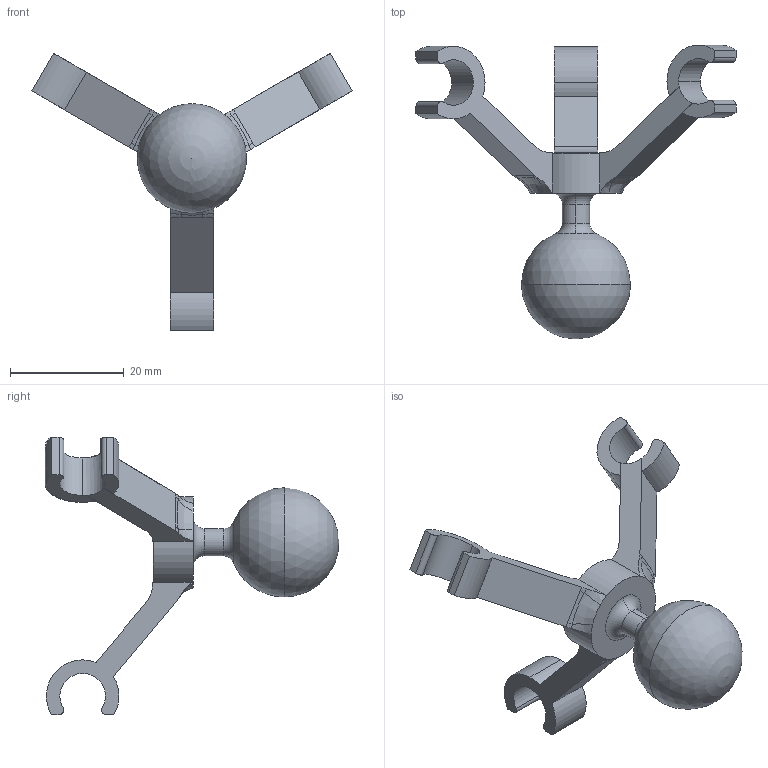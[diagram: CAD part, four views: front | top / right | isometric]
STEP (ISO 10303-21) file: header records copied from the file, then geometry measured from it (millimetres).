
FILE_DESCRIPTION (( 'STEP AP214' ), '1' );
FILE_NAME ('階啣-⑩.S', '2023-11-12T05:26:23', ( '' ), ( '' ), 'SwSTEP 2.0', 'SolidWorks 2022', '' );
FILE_SCHEMA (( 'AUTOMOTIVE_DESIGN' ));
Length unit declared in the file: millimetre
Products named in the file (1): 顶板-球
Bounding box: 56.25 x 51.61 x 48.74 mm (x, y, z)
Volume: 6237.5 mm3; surface area: 5444 mm2
Topology: 1 solids, 2 shells, 88 faces, 233 edges, 148 vertices
Faces by surface type: cylinder 37, plane 31, bspline 12, torus 4, sphere 4
Entity records: 3005 total; most frequent: CARTESIAN_POINT 825, DIRECTION 466, ORIENTED_EDGE 450, EDGE_CURVE 225, AXIS2_PLACEMENT_3D 182, VERTEX_POINT 144, CIRCLE 105, LINE 102
